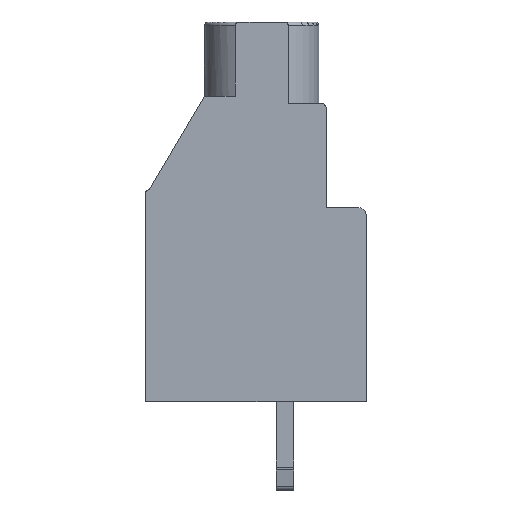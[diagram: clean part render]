
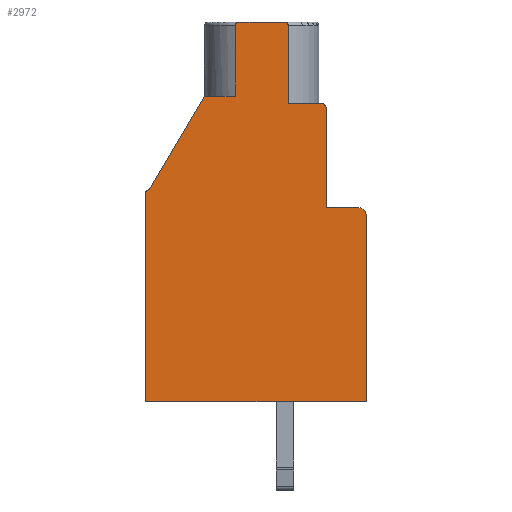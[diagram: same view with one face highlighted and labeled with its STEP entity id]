
A CAD part, top view. The second image highlights one B-rep face of the part: STEP entity #2972.
In plain terms, the highlighted planar face has unit normal (0, 0, 1).
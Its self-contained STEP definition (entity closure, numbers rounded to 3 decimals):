
#423=CIRCLE('',#10253,0.5);
#424=CIRCLE('',#10254,0.3);
#425=CIRCLE('',#10255,0.2);
#426=CIRCLE('',#10256,0.2);
#427=CIRCLE('',#10257,0.2);
#589=LINE('',#13550,#1780);
#590=LINE('',#13553,#1781);
#591=LINE('',#13557,#1782);
#592=LINE('',#13559,#1783);
#593=LINE('',#13563,#1784);
#594=LINE('',#13565,#1785);
#595=LINE('',#13569,#1786);
#596=LINE('',#13573,#1787);
#597=LINE('',#13575,#1788);
#598=LINE('',#13577,#1789);
#599=LINE('',#13581,#1790);
#1780=VECTOR('',#10983,1.);
#1781=VECTOR('',#10984,1.);
#1782=VECTOR('',#10987,1.);
#1783=VECTOR('',#10988,1.);
#1784=VECTOR('',#10991,1.);
#1785=VECTOR('',#10992,1.);
#1786=VECTOR('',#10995,1.);
#1787=VECTOR('',#10998,1.);
#1788=VECTOR('',#10999,1.);
#1789=VECTOR('',#11000,1.);
#1790=VECTOR('',#11003,1.);
#2972=ADVANCED_FACE('',(#3894),#3487,.T.);
#3487=PLANE('',#10258);
#3894=FACE_OUTER_BOUND('',#4404,.T.);
#4404=EDGE_LOOP('',(#4973,#4974,#4975,#4976,#4977,#4978,#4979,#4980,#4981,
#4982,#4983,#4984,#4985,#4986,#4987,#4988));
#4973=ORIENTED_EDGE('',*,*,#8794,.T.);
#4974=ORIENTED_EDGE('',*,*,#8795,.T.);
#4975=ORIENTED_EDGE('',*,*,#8796,.T.);
#4976=ORIENTED_EDGE('',*,*,#8797,.T.);
#4977=ORIENTED_EDGE('',*,*,#8798,.T.);
#4978=ORIENTED_EDGE('',*,*,#8799,.T.);
#4979=ORIENTED_EDGE('',*,*,#8800,.T.);
#4980=ORIENTED_EDGE('',*,*,#8801,.T.);
#4981=ORIENTED_EDGE('',*,*,#8802,.T.);
#4982=ORIENTED_EDGE('',*,*,#8803,.F.);
#4983=ORIENTED_EDGE('',*,*,#8804,.T.);
#4984=ORIENTED_EDGE('',*,*,#8805,.F.);
#4985=ORIENTED_EDGE('',*,*,#8806,.T.);
#4986=ORIENTED_EDGE('',*,*,#8807,.T.);
#4987=ORIENTED_EDGE('',*,*,#8808,.T.);
#4988=ORIENTED_EDGE('',*,*,#8809,.T.);
#7845=VERTEX_POINT('',#13551);
#7846=VERTEX_POINT('',#13552);
#7847=VERTEX_POINT('',#13554);
#7848=VERTEX_POINT('',#13556);
#7849=VERTEX_POINT('',#13558);
#7850=VERTEX_POINT('',#13560);
#7851=VERTEX_POINT('',#13562);
#7852=VERTEX_POINT('',#13564);
#7853=VERTEX_POINT('',#13566);
#7854=VERTEX_POINT('',#13568);
#7855=VERTEX_POINT('',#13570);
#7856=VERTEX_POINT('',#13572);
#7857=VERTEX_POINT('',#13574);
#7858=VERTEX_POINT('',#13576);
#7859=VERTEX_POINT('',#13578);
#7860=VERTEX_POINT('',#13580);
#8794=EDGE_CURVE('',#7845,#7846,#589,.T.);
#8795=EDGE_CURVE('',#7846,#7847,#590,.T.);
#8796=EDGE_CURVE('',#7847,#7848,#423,.T.);
#8797=EDGE_CURVE('',#7848,#7849,#591,.T.);
#8798=EDGE_CURVE('',#7849,#7850,#592,.T.);
#8799=EDGE_CURVE('',#7850,#7851,#424,.T.);
#8800=EDGE_CURVE('',#7851,#7852,#593,.T.);
#8801=EDGE_CURVE('',#7852,#7853,#594,.T.);
#8802=EDGE_CURVE('',#7853,#7854,#425,.T.);
#8803=EDGE_CURVE('',#7855,#7854,#595,.T.);
#8804=EDGE_CURVE('',#7855,#7856,#426,.T.);
#8805=EDGE_CURVE('',#7857,#7856,#596,.T.);
#8806=EDGE_CURVE('',#7857,#7858,#597,.T.);
#8807=EDGE_CURVE('',#7858,#7859,#598,.T.);
#8808=EDGE_CURVE('',#7859,#7860,#427,.T.);
#8809=EDGE_CURVE('',#7860,#7845,#599,.T.);
#10253=AXIS2_PLACEMENT_3D('',#13555,#10985,#10986);
#10254=AXIS2_PLACEMENT_3D('',#13561,#10989,#10990);
#10255=AXIS2_PLACEMENT_3D('',#13567,#10993,#10994);
#10256=AXIS2_PLACEMENT_3D('',#13571,#10996,#10997);
#10257=AXIS2_PLACEMENT_3D('',#13579,#11001,#11002);
#10258=AXIS2_PLACEMENT_3D('',#13582,#11004,#11005);
#10983=DIRECTION('',(1.,0.,0.));
#10984=DIRECTION('',(0.,1.,0.));
#10985=DIRECTION('',(0.,0.,1.));
#10986=DIRECTION('',(1.,0.,0.));
#10987=DIRECTION('',(-1.,0.,0.));
#10988=DIRECTION('',(0.,1.,0.));
#10989=DIRECTION('',(0.,0.,1.));
#10990=DIRECTION('',(1.,0.,0.));
#10991=DIRECTION('',(-1.,0.,0.));
#10992=DIRECTION('',(0.,1.,0.));
#10993=DIRECTION('',(0.,0.,1.));
#10994=DIRECTION('',(1.,0.,0.));
#10995=DIRECTION('',(1.,0.,0.));
#10996=DIRECTION('',(0.,0.,1.));
#10997=DIRECTION('',(0.,1.,0.));
#10998=DIRECTION('',(0.,1.,0.));
#10999=DIRECTION('',(-1.,0.,0.));
#11000=DIRECTION('',(-0.508,-0.861,0.));
#11001=DIRECTION('',(0.,0.,1.));
#11002=DIRECTION('',(0.,1.,0.));
#11003=DIRECTION('',(0.,-1.,0.));
#11004=DIRECTION('',(0.,0.,1.));
#11005=DIRECTION('',(1.,0.,0.));
#13550=CARTESIAN_POINT('',(0.,0.,-9.52));
#13551=CARTESIAN_POINT('',(0.,0.,-9.52));
#13552=CARTESIAN_POINT('',(12.5,0.,-9.52));
#13553=CARTESIAN_POINT('',(12.5,0.,-9.52));
#13554=CARTESIAN_POINT('',(12.5,10.5,-9.52));
#13555=CARTESIAN_POINT('',(12.,10.5,-9.52));
#13556=CARTESIAN_POINT('',(12.,11.,-9.52));
#13557=CARTESIAN_POINT('',(12.,11.,-9.52));
#13558=CARTESIAN_POINT('',(10.225,11.,-9.52));
#13559=CARTESIAN_POINT('',(10.225,11.,-9.52));
#13560=CARTESIAN_POINT('',(10.225,16.6,-9.52));
#13561=CARTESIAN_POINT('',(9.925,16.6,-9.52));
#13562=CARTESIAN_POINT('',(9.925,16.9,-9.52));
#13563=CARTESIAN_POINT('',(9.925,16.9,-9.52));
#13564=CARTESIAN_POINT('',(8.075,16.9,-9.52));
#13565=CARTESIAN_POINT('',(8.075,16.9,-9.52));
#13566=CARTESIAN_POINT('',(8.075,21.3,-9.52));
#13567=CARTESIAN_POINT('',(7.875,21.3,-9.52));
#13568=CARTESIAN_POINT('',(7.875,21.5,-9.52));
#13569=CARTESIAN_POINT('',(5.275,21.5,-9.52));
#13570=CARTESIAN_POINT('',(5.275,21.5,-9.52));
#13571=CARTESIAN_POINT('',(5.275,21.3,-9.52));
#13572=CARTESIAN_POINT('',(5.075,21.3,-9.52));
#13573=CARTESIAN_POINT('',(5.075,17.3,-9.52));
#13574=CARTESIAN_POINT('',(5.075,17.3,-9.52));
#13575=CARTESIAN_POINT('',(0.,17.3,-9.52));
#13576=CARTESIAN_POINT('',(3.325,17.3,-9.52));
#13577=CARTESIAN_POINT('',(3.325,17.3,-9.52));
#13578=CARTESIAN_POINT('',(0.2,12.,-9.52));
#13579=CARTESIAN_POINT('',(0.2,11.8,-9.52));
#13580=CARTESIAN_POINT('',(0.,11.8,-9.52));
#13581=CARTESIAN_POINT('',(0.,11.8,-9.52));
#13582=CARTESIAN_POINT('',(0.,0.,-9.52));
